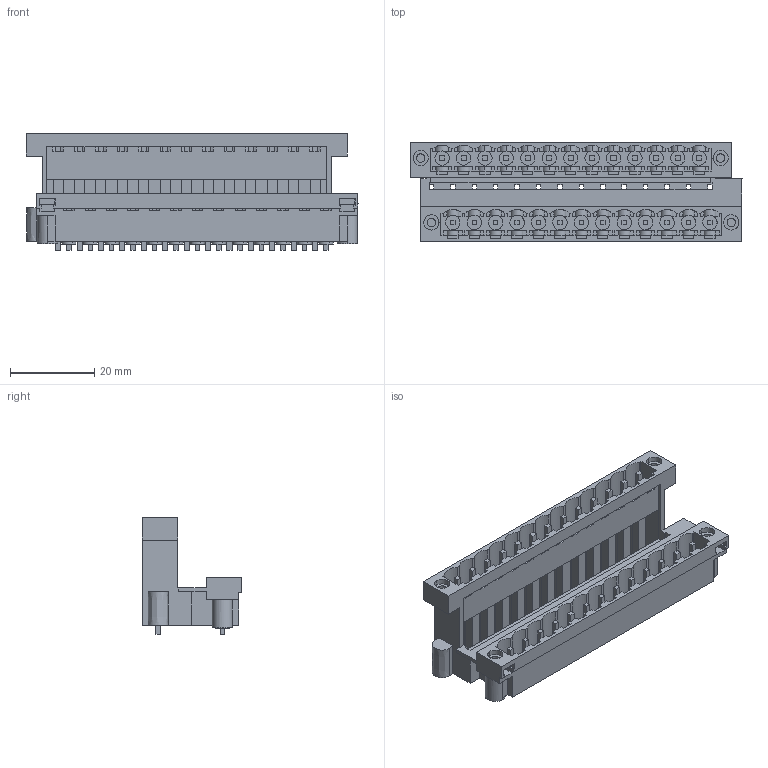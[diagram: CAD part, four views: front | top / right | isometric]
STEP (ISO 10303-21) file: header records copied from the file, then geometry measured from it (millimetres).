
FILE_DESCRIPTION(('CATIA V5 STEP Exchange','CAx-IF Rec.Pracs.--- Model Styling and Organization---1.2---2011-12-15'),'2;1');
FILE_NAME ('D1456907_0_1829000000_1829000000.stp','2018-04-19T11:40:34+00:00',('none'),('Weidmueller'),'CATIA Version 5-6 Release 2014','CATIA V5 STEP AP214','none');
FILE_SCHEMA(('AUTOMOTIVE_DESIGN { 1 0 10303 214 1 1 1 1 }'));
Length unit declared in the file: millimetre
Products named in the file (1): 1829000000
Bounding box: 78.74 x 23.67 x 27.66 mm (x, y, z)
Volume: 11241.6 mm3; surface area: 21457.4 mm2
Topology: 31 solids, 44 shells, 1300 faces, 4208 edges, 2951 vertices
Faces by surface type: plane 1066, cylinder 230, extrusion 4
Entity records: 44116 total; most frequent: CARTESIAN_POINT 9483, ORIENTED_EDGE 8416, DIRECTION 5290, EDGE_CURVE 4208, VECTOR 3404, LINE 3400, VERTEX_POINT 2951, EDGE_LOOP 1405
